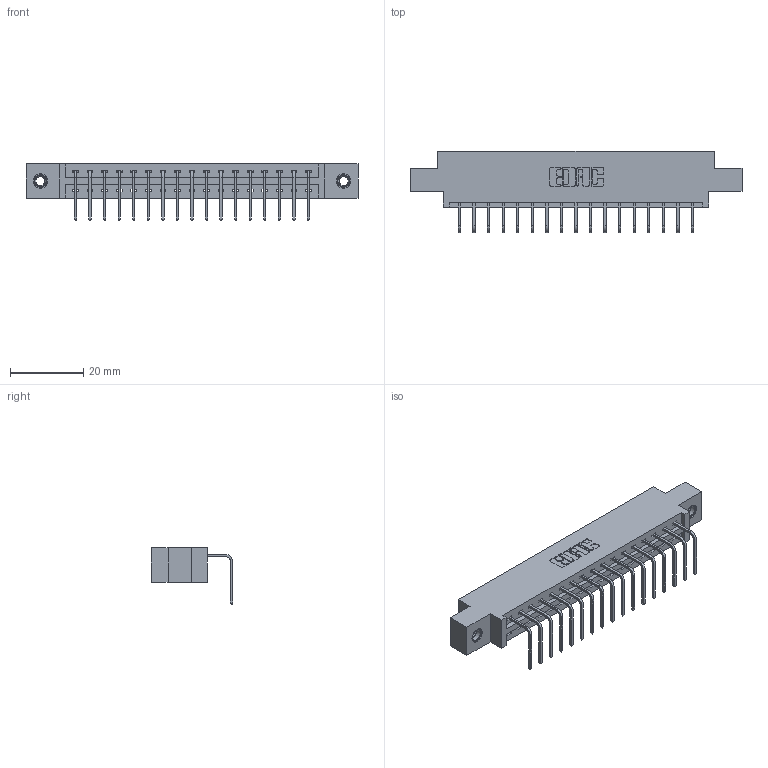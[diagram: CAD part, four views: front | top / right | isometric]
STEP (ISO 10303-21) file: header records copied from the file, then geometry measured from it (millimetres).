
FILE_DESCRIPTION (( 'STEP AP203' ), '1' );
FILE_NAME ('337-017-558-607.STEP', '2019-10-07T12:11:19', ( '' ), ( '' ), 'SwSTEP 2.0', 'SolidWorks 2016', '' );
FILE_SCHEMA (( 'CONFIG_CONTROL_DESIGN' ));
Length unit declared in the file: inch
Products named in the file (4): 337-017-558-607; 337 Part_0.170 Offset - 0.156 Dia-TI; 345-250-001_345-250-005-103; 345-292-001_558 Tail - 2
Assembly tree (20 placements, depth 2):
  337-017-558-607
    337 Part_0.170 Offset - 0.156 Dia-TI
    345-292-001_558 Tail - 2  x17
    345-250-001_345-250-005-103  x2
Bounding box: 90.37 x 22.17 x 15.37 mm (x, y, z)
Volume: 9005.5 mm3; surface area: 9652.6 mm2
Topology: 20 solids, 20 shells, 1266 faces, 3757 edges, 2474 vertices
Faces by surface type: plane 922, cylinder 328, cone 12, torus 4
Entity records: 17272 total; most frequent: CARTESIAN_POINT 2988, ORIENTED_EDGE 2934, DIRECTION 2599, EDGE_CURVE 1467, VECTOR 1319, LINE 1319, VERTEX_POINT 972, AXIS2_PLACEMENT_3D 640
